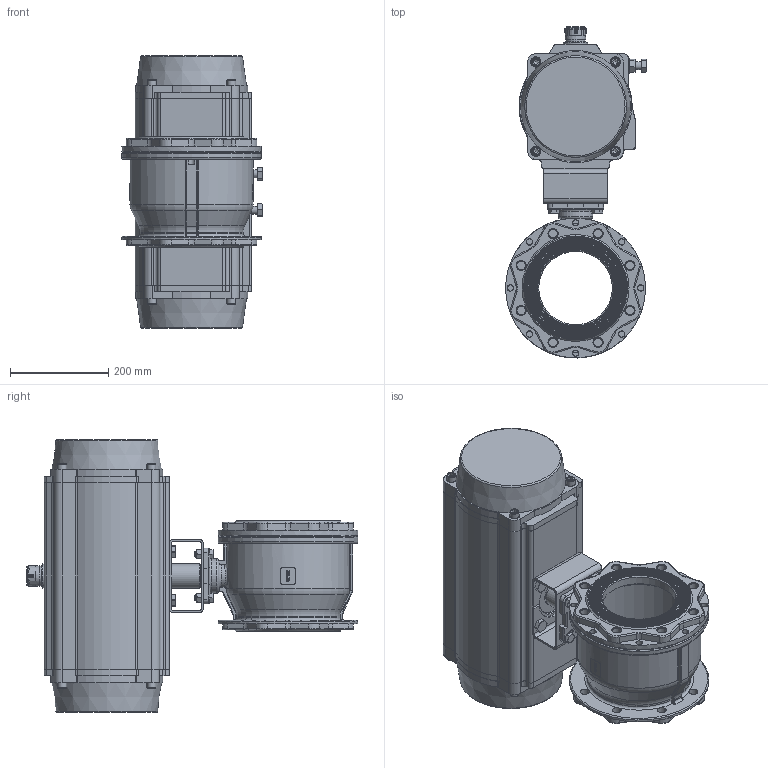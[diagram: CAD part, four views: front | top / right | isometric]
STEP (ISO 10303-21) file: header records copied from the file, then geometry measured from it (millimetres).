
FILE_DESCRIPTION(/* description */ ('Unknown'),/* implementation_level */ '2;1');
FILE_NAME(/* name */ 'PE11 0939-14',/* time_stamp */ '2025-03-20T10:03:56+01:00',/* author */ ('Unknown'),/* organization */ ('Unknown'),/* preprocessor_version */ 'ST-DEVELOPER v19.4',/* originating_system */ 'Solid Edge',/* authorisation */ 'Unknown');
FILE_SCHEMA (('AUTOMOTIVE_DESIGN {1 0 10303 214 3 1 1}'));
Length unit declared in the file: millimetre
Products named in the file (29): PE11 0939-14; 939-14_(8M.460.150); Nut; Stem; Cap; Body; Nut Stopper; DIN 933 M12x30 A2-70 BLK_EDST; PD12_PE11; VT210XC-01倰第; VT210-03 怀堤粣 3D; VT210-8 囀菜え; VT210-9 俋菜え; VT210-10 踢扽菜え; VT210-4 傷裔; 噩砃VT210-4 傷裔; M16X90_ISO 4016 - M16 x 80 x 80-WN; hex nut gradec_din_Hexagon Nut ISO 4034 - M16 - N; plain washers-n series-grade a gb_GB_FASTENER_WASHER_PWNA 16; circlips for shaft--type a large gb_GB_CONNECTING_PIECE_RING_RRA 36; socket head cap screw_din_DIN 912 M12 x 50 --- 50N; Optische Anzeige; ______; ________(___________; cup head nib bolts with large head gb_GB_FASTENER_BOLT_CHNBW M6X25-N; 49899016_Brücke F14-F12 Höhe 70; M16x30; WUERTH 032212 hexagonal nut DIN 934  M12 A2 BLK_EDST; 49860601_Spindeladapter SW36xx36x36_Tasche SW22x22x19,5_BL.102_ø50
Assembly tree (51 placements, depth 4):
  PE11 0939-14
    939-14_(8M.460.150)
      Nut
      Stem
      Cap
      Body
      Nut Stopper
    DIN 933 M12x30 A2-70 BLK_EDST  x4
    PD12_PE11
      VT210XC-01倰第
      VT210-03 怀堤粣 3D
      VT210-8 囀菜え
      VT210-9 俋菜え
      VT210-10 踢扽菜え
      VT210-4 傷裔
      噩砃VT210-4 傷裔
      M16X90_ISO 4016 - M16 x 80 x 80-WN  x2
      hex nut gradec_din_Hexagon Nut ISO 4034 - M16 - N  x2
      plain washers-n series-grade a gb_GB_FASTENER_WASHER_PWNA 16  x2
      circlips for shaft--type a large gb_GB_CONNECTING_PIECE_RING_RRA 36  x2
      socket head cap screw_din_DIN 912 M12 x 50 --- 50N  x8
      Optische Anzeige
        ______
        ________(___________  x4
        cup head nib bolts with large head gb_GB_FASTENER_BOLT_CHNBW M6X25-N
    49899016_Brücke F14-F12 Höhe 70
    M16x30  x4
    WUERTH 032212 hexagonal nut DIN 934  M12 A2 BLK_EDST  x4
    49860601_Spindeladapter SW36xx36x36_Tasche SW22x22x19,5_BL.102_ø50
Bounding box: 286.75 x 676.9 x 556 mm (x, y, z)
Volume: 14550117 mm3; surface area: 2030166.8 mm2
Topology: 48 solids, 48 shells, 2392 faces, 5908 edges, 3726 vertices
Faces by surface type: plane 1094, cylinder 676, bspline 260, cone 203, torus 148, sphere 11
Full cylindrical faces by diameter (mm): 2.5 x4, 3 x16, 3.3 x8, 4.2 x8, 4.66 x1, 4.917 x1, 5 x4, 6 x9, 6.2 x1, 10 x1, 10.106 x4, 10.2 x8, 11.8 x2, 12 x12, 12.5 x8, 13 x12, 13.5 x8, 14 x4, 14.5 x4, 16 x8, 17 x6, 17.8 x16, 18 x8, 19 x4, 21 x8, 22 x2, 22.8 x1, 24 x2, 27 x4, 27.2 x1
Entity records: 90721 total; most frequent: CARTESIAN_POINT 48941, ORIENTED_EDGE 8150, DIRECTION 8126, EDGE_CURVE 4075, AXIS2_PLACEMENT_3D 3055, VERTEX_POINT 2794, FACE_BOUND 2391, EDGE_LOOP 2366
